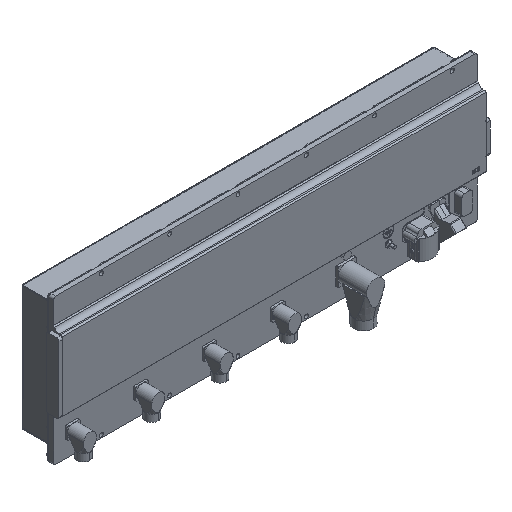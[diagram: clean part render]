
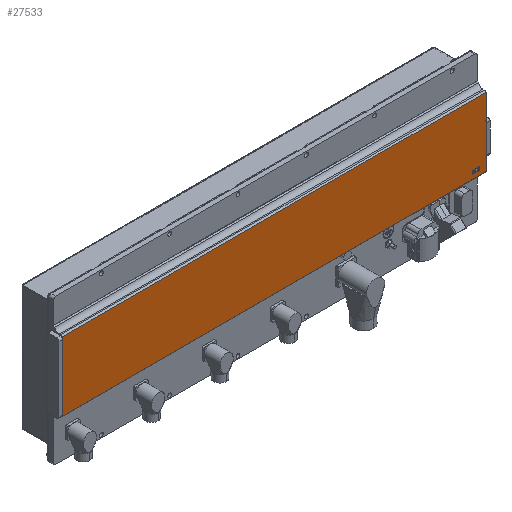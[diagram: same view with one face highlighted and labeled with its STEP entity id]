
A CAD part, isometric view. The second image highlights one B-rep face of the part: STEP entity #27533.
In plain terms, the highlighted face is planar.
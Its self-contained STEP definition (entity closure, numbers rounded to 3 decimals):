
#664 = VERTEX_POINT ( 'NONE', #20022 ) ;
#929 = CARTESIAN_POINT ( 'NONE',  ( 930., 218., -1.1 ) ) ;
#1053 = ORIENTED_EDGE ( 'NONE', *, *, #14579, .T. ) ;
#1546 = VECTOR ( 'NONE', #26754, 1000. ) ;
#1908 = VERTEX_POINT ( 'NONE', #15218 ) ;
#2179 = EDGE_CURVE ( 'NONE', #8059, #5465, #19205, .T. ) ;
#2392 = CARTESIAN_POINT ( 'NONE',  ( 1100., 216.129, -1.1 ) ) ;
#2518 = LINE ( 'NONE', #24552, #20293 ) ;
#2677 = DIRECTION ( 'NONE',  ( 0., 1., 0. ) ) ;
#2729 = DIRECTION ( 'NONE',  ( 0., 1., 0. ) ) ;
#2880 = DIRECTION ( 'NONE',  ( 0., 0., 1. ) ) ;
#3456 = CARTESIAN_POINT ( 'NONE',  ( 0., 186.679, -1.1 ) ) ;
#3939 = ORIENTED_EDGE ( 'NONE', *, *, #15096, .T. ) ;
#3942 = LINE ( 'NONE', #13663, #25408 ) ;
#4087 = LINE ( 'NONE', #13813, #8842 ) ;
#4552 = VECTOR ( 'NONE', #15259, 1000. ) ;
#4615 = VERTEX_POINT ( 'NONE', #22582 ) ;
#4696 = VECTOR ( 'NONE', #7147, 1000. ) ;
#5162 = EDGE_CURVE ( 'NONE', #5465, #1908, #20602, .T. ) ;
#5465 = VERTEX_POINT ( 'NONE', #3456 ) ;
#5582 = CARTESIAN_POINT ( 'NONE',  ( 0., 118.5, -1.1 ) ) ;
#6432 = VERTEX_POINT ( 'NONE', #26928 ) ;
#6809 = DIRECTION ( 'NONE',  ( 0., 1., 0. ) ) ;
#7147 = DIRECTION ( 'NONE',  ( 1., 0., 0. ) ) ;
#7945 = EDGE_CURVE ( 'NONE', #6432, #664, #4087, .T. ) ;
#8059 = VERTEX_POINT ( 'NONE', #17613 ) ;
#8842 = VECTOR ( 'NONE', #14138, 1000. ) ;
#9007 = CARTESIAN_POINT ( 'NONE',  ( 0., 218., -1.1 ) ) ;
#9857 = VERTEX_POINT ( 'NONE', #29745 ) ;
#10195 = DIRECTION ( 'NONE',  ( 0., -1., 0. ) ) ;
#11910 = ORIENTED_EDGE ( 'NONE', *, *, #7945, .F. ) ;
#12424 = CARTESIAN_POINT ( 'NONE',  ( 0., 0., -1.1 ) ) ;
#12869 = ORIENTED_EDGE ( 'NONE', *, *, #19050, .F. ) ;
#13394 = DIRECTION ( 'NONE',  ( 0., -1., 0. ) ) ;
#13663 = CARTESIAN_POINT ( 'NONE',  ( 930., 218., -1.1 ) ) ;
#13813 = CARTESIAN_POINT ( 'NONE',  ( 1100., 64.871, -1.1 ) ) ;
#14138 = DIRECTION ( 'NONE',  ( -1., 0., 0. ) ) ;
#14579 = EDGE_CURVE ( 'NONE', #6432, #22411, #3942, .T. ) ;
#15096 = EDGE_CURVE ( 'NONE', #22411, #9857, #2518, .T. ) ;
#15134 = PLANE ( 'NONE',  #28499 ) ;
#15218 = CARTESIAN_POINT ( 'NONE',  ( 0., 121.321, -1.1 ) ) ;
#15259 = DIRECTION ( 'NONE',  ( 0., 1., 0. ) ) ;
#15294 = CARTESIAN_POINT ( 'NONE',  ( 0., 218., -1.1 ) ) ;
#16119 = ORIENTED_EDGE ( 'NONE', *, *, #16335, .T. ) ;
#16335 = EDGE_CURVE ( 'NONE', #9857, #4615, #22789, .T. ) ;
#17613 = CARTESIAN_POINT ( 'NONE',  ( 0., 216.129, -1.1 ) ) ;
#17640 = EDGE_LOOP ( 'NONE', ( #1053, #3939, #16119, #12869, #23965, #20664, #26252, #11910 ) ) ;
#18295 = LINE ( 'NONE', #2392, #4696 ) ;
#19050 = EDGE_CURVE ( 'NONE', #8059, #4615, #18295, .T. ) ;
#19205 = LINE ( 'NONE', #9007, #1546 ) ;
#20022 = CARTESIAN_POINT ( 'NONE',  ( 0., 64.871, -1.1 ) ) ;
#20293 = VECTOR ( 'NONE', #2677, 1000. ) ;
#20323 = EDGE_CURVE ( 'NONE', #1908, #664, #22358, .T. ) ;
#20602 = LINE ( 'NONE', #5582, #29660 ) ;
#20664 = ORIENTED_EDGE ( 'NONE', *, *, #5162, .T. ) ;
#22358 = LINE ( 'NONE', #15294, #24079 ) ;
#22411 = VERTEX_POINT ( 'NONE', #27976 ) ;
#22582 = CARTESIAN_POINT ( 'NONE',  ( 930., 216.129, -1.1 ) ) ;
#22789 = LINE ( 'NONE', #929, #4552 ) ;
#23965 = ORIENTED_EDGE ( 'NONE', *, *, #2179, .T. ) ;
#24079 = VECTOR ( 'NONE', #10195, 1000. ) ;
#24552 = CARTESIAN_POINT ( 'NONE',  ( 930., 218., -1.1 ) ) ;
#25408 = VECTOR ( 'NONE', #6809, 1000. ) ;
#26252 = ORIENTED_EDGE ( 'NONE', *, *, #20323, .T. ) ;
#26754 = DIRECTION ( 'NONE',  ( 0., -1., 0. ) ) ;
#26928 = CARTESIAN_POINT ( 'NONE',  ( 930., 64.871, -1.1 ) ) ;
#27296 = FACE_OUTER_BOUND ( 'NONE', #17640, .T. ) ;
#27533 = ADVANCED_FACE ( 'NONE', ( #27296 ), #15134, .T. ) ;
#27976 = CARTESIAN_POINT ( 'NONE',  ( 930., 67.821, -1.1 ) ) ;
#28499 = AXIS2_PLACEMENT_3D ( 'NONE', #12424, #2880, #2729 ) ;
#29660 = VECTOR ( 'NONE', #13394, 1000. ) ;
#29745 = CARTESIAN_POINT ( 'NONE',  ( 930., 215.179, -1.1 ) ) ;
